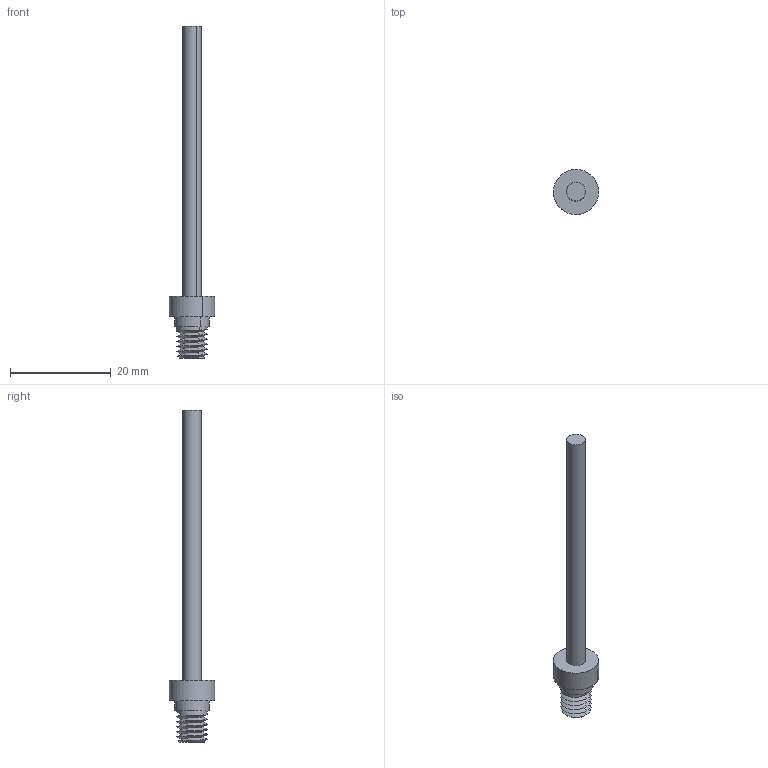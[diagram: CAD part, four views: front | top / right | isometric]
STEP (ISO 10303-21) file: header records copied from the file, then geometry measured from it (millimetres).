
FILE_DESCRIPTION(('CATIA V5 STEP Exchange'),'2;1');
FILE_NAME('Aiguille_ejection_IMA.stp','2024-08-13T20:37:23+00:00',('none'),('none'),'Version 5-6 Release 2012','CATIA V5 STEP AP203','none');
FILE_SCHEMA(('CONFIG_CONTROL_DESIGN'));
Length unit declared in the file: millimetre
Products named in the file (1): Aiguille_ejection_IMA
Bounding box: 9 x 9 x 66 mm (x, y, z)
Volume: 1062.4 mm3; surface area: 1099.8 mm2
Topology: 1 solids, 1 shells, 73 faces, 161 edges, 94 vertices
Faces by surface type: bspline 44, cylinder 19, plane 8, cone 2
Entity records: 2624 total; most frequent: CARTESIAN_POINT 1432, ORIENTED_EDGE 322, EDGE_CURVE 161, B_SPLINE_CURVE_WITH_KNOTS 122, VERTEX_POINT 93, EDGE_LOOP 76, ADVANCED_FACE 73, FACE_OUTER_BOUND 73
